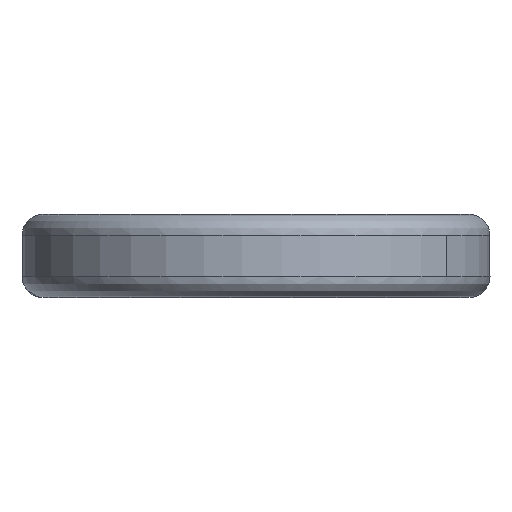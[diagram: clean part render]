
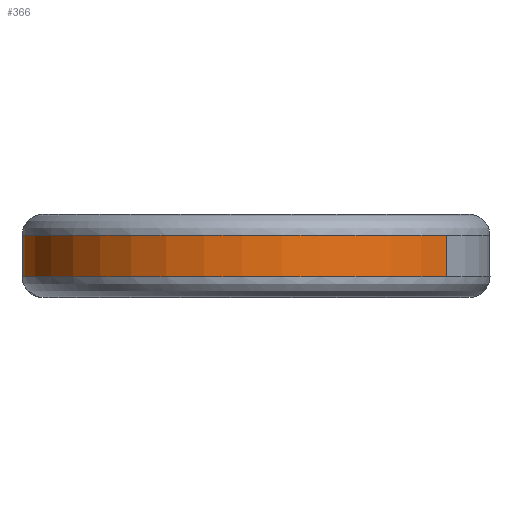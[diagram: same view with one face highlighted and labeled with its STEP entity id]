
A CAD part, front view. The second image highlights one B-rep face of the part: STEP entity #366.
In plain terms, the highlighted cylindrical face has radius 11.125 mm (diameter 22.25 mm), a partial arc.
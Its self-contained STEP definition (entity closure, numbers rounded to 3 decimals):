
#325=CARTESIAN_POINT('',(0.,-63.3,0.584));
#326=DIRECTION('',(0.,0.,-1.0));
#327=DIRECTION('',(0.814,-0.581,0.));
#328=AXIS2_PLACEMENT_3D('',#325,#326,#327);
#329=CYLINDRICAL_SURFACE('',#328,11.125);
#330=CARTESIAN_POINT('',(9.054,-69.765,0.974));
#331=VERTEX_POINT('',#330);
#332=CARTESIAN_POINT('',(9.054,-69.765,-0.976));
#333=VERTEX_POINT('',#332);
#334=CARTESIAN_POINT('',(9.054,-69.765,0.974));
#335=DIRECTION('',(0.0,0.0,-1.0));
#336=VECTOR('',#335,1.95);
#337=LINE('',#334,#336);
#338=EDGE_CURVE('',#331,#333,#337,.T.);
#339=ORIENTED_EDGE('',*,*,#338,.F.);
#340=CARTESIAN_POINT('',(-11.125,-63.3,0.974));
#341=VERTEX_POINT('',#340);
#342=CARTESIAN_POINT('',(0.,-63.3,0.974));
#343=DIRECTION('',(0.,0.,1.0));
#344=DIRECTION('',(-1.,0.,0.));
#345=AXIS2_PLACEMENT_3D('',#342,#343,#344);
#346=CIRCLE('',#345,11.125);
#347=EDGE_CURVE('',#341,#331,#346,.T.);
#348=ORIENTED_EDGE('',*,*,#347,.F.);
#349=CARTESIAN_POINT('',(-11.125,-63.3,-0.976));
#350=VERTEX_POINT('',#349);
#351=CARTESIAN_POINT('',(-11.125,-63.3,-0.976));
#352=DIRECTION('',(0.0,0.0,1.0));
#353=VECTOR('',#352,1.95);
#354=LINE('',#351,#353);
#355=EDGE_CURVE('',#350,#341,#354,.T.);
#356=ORIENTED_EDGE('',*,*,#355,.F.);
#357=CARTESIAN_POINT('',(0.,-63.3,-0.976));
#358=DIRECTION('',(0.,0.,-1.0));
#359=DIRECTION('',(1.,0.,0.));
#360=AXIS2_PLACEMENT_3D('',#357,#358,#359);
#361=CIRCLE('',#360,11.125);
#362=EDGE_CURVE('',#333,#350,#361,.T.);
#363=ORIENTED_EDGE('',*,*,#362,.F.);
#364=EDGE_LOOP('',(#339,#348,#356,#363));
#365=FACE_OUTER_BOUND('',#364,.T.);
#366=ADVANCED_FACE('',(#365),#329,.T.);
